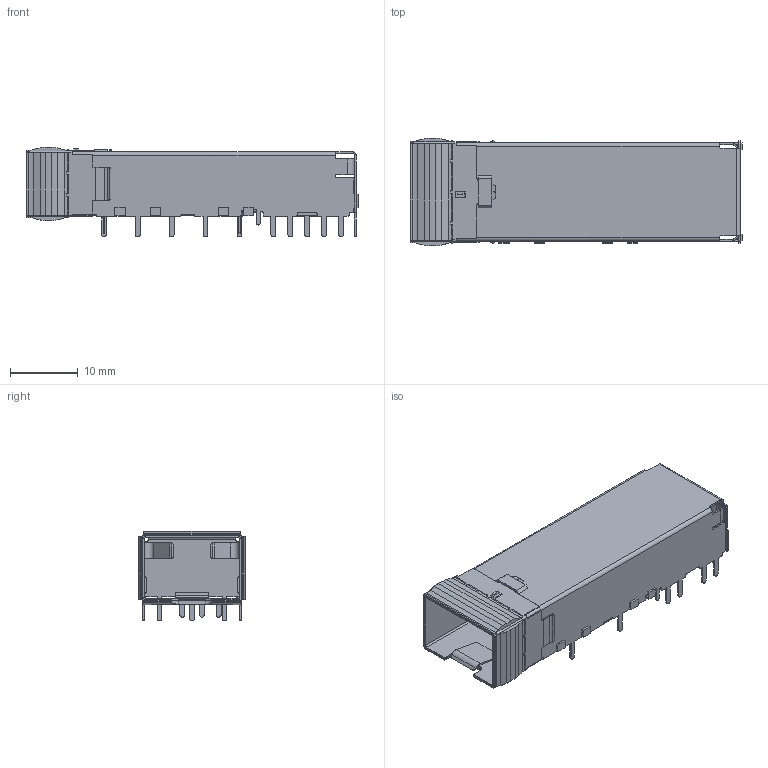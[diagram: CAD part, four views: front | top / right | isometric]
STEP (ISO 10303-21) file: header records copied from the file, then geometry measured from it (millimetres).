
FILE_DESCRIPTION((''),'2;1');
FILE_NAME('747540101','2015-09-15T',('me'),(''),'PRO/ENGINEER BY PARAMETRIC TECHNOLOGY CORPORATION, 2011490','PRO/ENGINEER BY PARAMETRIC TECHNOLOGY CORPORATION, 2011490','');
FILE_SCHEMA(('CONFIG_CONTROL_DESIGN'));
Length unit declared in the file: millimetre
Products named in the file (1): 747540101
Bounding box: 48.99 x 15.9 x 13.25 mm (x, y, z)
Volume: 718.4 mm3; surface area: 4602.4 mm2
Topology: 1 solids, 1 shells, 678 faces, 2108 edges, 1424 vertices
Faces by surface type: plane 430, cylinder 248
Entity records: 23887 total; most frequent: CARTESIAN_POINT 4766, ORIENTED_EDGE 4136, DIRECTION 3873, EDGE_CURVE 2068, VECTOR 1433, LINE 1433, VERTEX_POINT 1384, AXIS2_PLACEMENT_3D 1220
